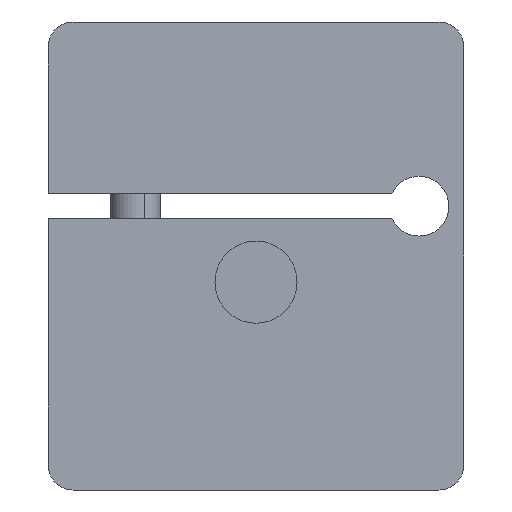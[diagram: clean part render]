
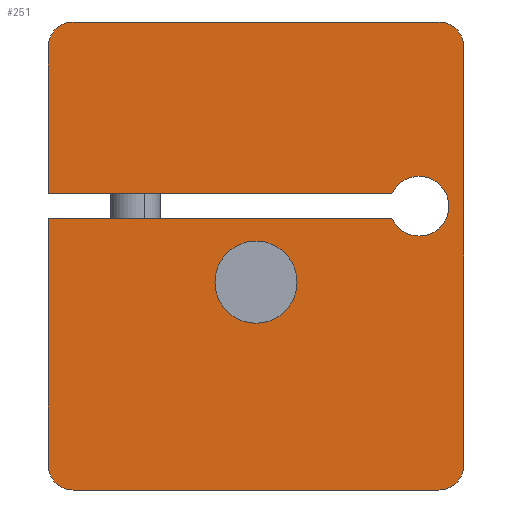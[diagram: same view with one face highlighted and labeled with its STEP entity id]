
A CAD part, front view. The second image highlights one B-rep face of the part: STEP entity #251.
In plain terms, the highlighted planar face has unit normal (0, -1, 0).
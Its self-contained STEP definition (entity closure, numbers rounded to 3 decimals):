
#34 = LINE ( 'NONE', #2635, #2316 ) ;
#38 = CARTESIAN_POINT ( 'NONE',  ( 5.459, 0., 2.5 ) ) ;
#44 = LINE ( 'NONE', #2659, #1315 ) ;
#79 = EDGE_CURVE ( 'NONE', #464, #2967, #44, .T. ) ;
#82 = ORIENTED_EDGE ( 'NONE', *, *, #2594, .T. ) ;
#99 = CARTESIAN_POINT ( 'NONE',  ( 5.459, 0., 1.5 ) ) ;
#154 = DIRECTION ( 'NONE',  ( 0., 0., 1. ) ) ;
#165 = DIRECTION ( 'NONE',  ( 0., 0., 1. ) ) ;
#172 = ORIENTED_EDGE ( 'NONE', *, *, #273, .T. ) ;
#173 = CIRCLE ( 'NONE', #2394, 1.2 ) ;
#197 = CARTESIAN_POINT ( 'NONE',  ( 5.459, 0., 2.5 ) ) ;
#204 = DIRECTION ( 'NONE',  ( 0., 0., -1. ) ) ;
#226 = DIRECTION ( 'NONE',  ( 0., -1., 0. ) ) ;
#251 = ADVANCED_FACE ( 'NONE', ( #2248, #2031 ), #2461, .F. ) ;
#252 = DIRECTION ( 'NONE',  ( -1., 0., 0. ) ) ;
#273 = EDGE_CURVE ( 'NONE', #575, #2582, #1455, .T. ) ;
#284 = EDGE_LOOP ( 'NONE', ( #2490, #2283, #2358, #172, #2232, #1390, #1619, #2764, #2503, #1661, #2004, #1468, #2963, #82 ) ) ;
#308 = CARTESIAN_POINT ( 'NONE',  ( 7.35, 0., -8.4 ) ) ;
#314 = DIRECTION ( 'NONE',  ( 0., 0., 1. ) ) ;
#338 = DIRECTION ( 'NONE',  ( 0., 1., 0. ) ) ;
#361 = DIRECTION ( 'NONE',  ( -1., 0., 0. ) ) ;
#362 = DIRECTION ( 'NONE',  ( 0., -1., 0. ) ) ;
#377 = DIRECTION ( 'NONE',  ( 0., -1., 0. ) ) ;
#400 = CARTESIAN_POINT ( 'NONE',  ( 0., 0., -1.05 ) ) ;
#402 = ORIENTED_EDGE ( 'NONE', *, *, #1064, .F. ) ;
#420 = VERTEX_POINT ( 'NONE', #618 ) ;
#427 = DIRECTION ( 'NONE',  ( 0., 1., 0. ) ) ;
#428 = AXIS2_PLACEMENT_3D ( 'NONE', #1035, #1006, #768 ) ;
#443 = AXIS2_PLACEMENT_3D ( 'NONE', #400, #1386, #204 ) ;
#458 = DIRECTION ( 'NONE',  ( 0., 0., 1. ) ) ;
#464 = VERTEX_POINT ( 'NONE', #2625 ) ;
#473 = LINE ( 'NONE', #701, #1143 ) ;
#496 = DIRECTION ( 'NONE',  ( 1., 0., 0. ) ) ;
#518 = EDGE_CURVE ( 'NONE', #1389, #2200, #2900, .T. ) ;
#521 = CARTESIAN_POINT ( 'NONE',  ( 7.35, 0., -9.4 ) ) ;
#575 = VERTEX_POINT ( 'NONE', #521 ) ;
#618 = CARTESIAN_POINT ( 'NONE',  ( 0., 0., -2.7 ) ) ;
#626 = CIRCLE ( 'NONE', #1225, 1.2 ) ;
#673 = VERTEX_POINT ( 'NONE', #1954 ) ;
#674 = EDGE_CURVE ( 'NONE', #1112, #2833, #173, .T. ) ;
#701 = CARTESIAN_POINT ( 'NONE',  ( 8.35, 0., -9.4 ) ) ;
#731 = VECTOR ( 'NONE', #361, 1000. ) ;
#767 = CARTESIAN_POINT ( 'NONE',  ( -8.35, 0., -9.4 ) ) ;
#768 = DIRECTION ( 'NONE',  ( 0., 0., 1. ) ) ;
#786 = VERTEX_POINT ( 'NONE', #2072 ) ;
#789 = EDGE_CURVE ( 'NONE', #2550, #2235, #3002, .T. ) ;
#845 = AXIS2_PLACEMENT_3D ( 'NONE', #2272, #377, #154 ) ;
#884 = CARTESIAN_POINT ( 'NONE',  ( -8.35, 0., 8.4 ) ) ;
#893 = VECTOR ( 'NONE', #458, 1000. ) ;
#910 = AXIS2_PLACEMENT_3D ( 'NONE', #2229, #338, #2975 ) ;
#989 = CIRCLE ( 'NONE', #1391, 1. ) ;
#1006 = DIRECTION ( 'NONE',  ( 0., 1., 0. ) ) ;
#1026 = DIRECTION ( 'NONE',  ( 0., -1., 0. ) ) ;
#1035 = CARTESIAN_POINT ( 'NONE',  ( 6.55, 0., 2. ) ) ;
#1064 = EDGE_CURVE ( 'NONE', #673, #420, #1442, .T. ) ;
#1099 = DIRECTION ( 'NONE',  ( 0., -1., 0. ) ) ;
#1112 = VERTEX_POINT ( 'NONE', #1816 ) ;
#1143 = VECTOR ( 'NONE', #2352, 1000. ) ;
#1211 = CARTESIAN_POINT ( 'NONE',  ( -7.35, 0., -8.4 ) ) ;
#1225 = AXIS2_PLACEMENT_3D ( 'NONE', #3006, #427, #2823 ) ;
#1238 = VECTOR ( 'NONE', #2542, 1000. ) ;
#1275 = CARTESIAN_POINT ( 'NONE',  ( 8.35, 0., 8.4 ) ) ;
#1311 = EDGE_CURVE ( 'NONE', #1372, #2582, #473, .T. ) ;
#1315 = VECTOR ( 'NONE', #496, 1000. ) ;
#1322 = LINE ( 'NONE', #767, #2619 ) ;
#1333 = CARTESIAN_POINT ( 'NONE',  ( 7.35, 0., 8.4 ) ) ;
#1372 = VERTEX_POINT ( 'NONE', #1275 ) ;
#1386 = DIRECTION ( 'NONE',  ( 0., -1., 0. ) ) ;
#1389 = VERTEX_POINT ( 'NONE', #2724 ) ;
#1390 = ORIENTED_EDGE ( 'NONE', *, *, #2885, .T. ) ;
#1391 = AXIS2_PLACEMENT_3D ( 'NONE', #1333, #1099, #165 ) ;
#1442 = CIRCLE ( 'NONE', #443, 1.65 ) ;
#1447 = DIRECTION ( 'NONE',  ( 0., 0., 1. ) ) ;
#1455 = CIRCLE ( 'NONE', #2860, 1. ) ;
#1468 = ORIENTED_EDGE ( 'NONE', *, *, #1971, .T. ) ;
#1484 = CARTESIAN_POINT ( 'NONE',  ( 6.55, 0., 3.2 ) ) ;
#1491 = DIRECTION ( 'NONE',  ( 0., 0., 1. ) ) ;
#1520 = ORIENTED_EDGE ( 'NONE', *, *, #2247, .F. ) ;
#1548 = EDGE_CURVE ( 'NONE', #464, #2034, #2048, .T. ) ;
#1619 = ORIENTED_EDGE ( 'NONE', *, *, #79, .F. ) ;
#1643 = LINE ( 'NONE', #2592, #893 ) ;
#1661 = ORIENTED_EDGE ( 'NONE', *, *, #789, .T. ) ;
#1688 = CIRCLE ( 'NONE', #428, 1.2 ) ;
#1717 = DIRECTION ( 'NONE',  ( 0., 1., 0. ) ) ;
#1816 = CARTESIAN_POINT ( 'NONE',  ( 6.55, 0., 0.8 ) ) ;
#1898 = EDGE_CURVE ( 'NONE', #2235, #2751, #1688, .T. ) ;
#1954 = CARTESIAN_POINT ( 'NONE',  ( 0., 0., 0.6 ) ) ;
#1971 = EDGE_CURVE ( 'NONE', #2751, #1112, #626, .T. ) ;
#2004 = ORIENTED_EDGE ( 'NONE', *, *, #1898, .T. ) ;
#2031 = FACE_OUTER_BOUND ( 'NONE', #284, .T. ) ;
#2034 = VERTEX_POINT ( 'NONE', #884 ) ;
#2048 = CIRCLE ( 'NONE', #845, 1. ) ;
#2070 = EDGE_CURVE ( 'NONE', #1389, #786, #1643, .T. ) ;
#2072 = CARTESIAN_POINT ( 'NONE',  ( -8.35, 0., 1.5 ) ) ;
#2155 = CARTESIAN_POINT ( 'NONE',  ( -7.35, 0., -9.4 ) ) ;
#2200 = VERTEX_POINT ( 'NONE', #2155 ) ;
#2211 = CARTESIAN_POINT ( 'NONE',  ( 7.35, 0., 9.4 ) ) ;
#2220 = AXIS2_PLACEMENT_3D ( 'NONE', #2722, #362, #2921 ) ;
#2229 = CARTESIAN_POINT ( 'NONE',  ( 0., 0., 0. ) ) ;
#2232 = ORIENTED_EDGE ( 'NONE', *, *, #1311, .F. ) ;
#2235 = VERTEX_POINT ( 'NONE', #38 ) ;
#2247 = EDGE_CURVE ( 'NONE', #420, #673, #2985, .T. ) ;
#2248 = FACE_BOUND ( 'NONE', #2372, .T. ) ;
#2272 = CARTESIAN_POINT ( 'NONE',  ( -7.35, 0., 8.4 ) ) ;
#2283 = ORIENTED_EDGE ( 'NONE', *, *, #518, .T. ) ;
#2316 = VECTOR ( 'NONE', #252, 1000. ) ;
#2352 = DIRECTION ( 'NONE',  ( 0., 0., -1. ) ) ;
#2358 = ORIENTED_EDGE ( 'NONE', *, *, #2712, .F. ) ;
#2372 = EDGE_LOOP ( 'NONE', ( #1520, #402 ) ) ;
#2386 = AXIS2_PLACEMENT_3D ( 'NONE', #1211, #226, #1447 ) ;
#2394 = AXIS2_PLACEMENT_3D ( 'NONE', #2909, #1717, #1491 ) ;
#2461 = PLANE ( 'NONE',  #910 ) ;
#2490 = ORIENTED_EDGE ( 'NONE', *, *, #2070, .F. ) ;
#2503 = ORIENTED_EDGE ( 'NONE', *, *, #2719, .F. ) ;
#2542 = DIRECTION ( 'NONE',  ( 1., 0., 0. ) ) ;
#2550 = VERTEX_POINT ( 'NONE', #2589 ) ;
#2582 = VERTEX_POINT ( 'NONE', #3078 ) ;
#2589 = CARTESIAN_POINT ( 'NONE',  ( -8.35, 0., 2.5 ) ) ;
#2592 = CARTESIAN_POINT ( 'NONE',  ( -8.35, 0., -9.4 ) ) ;
#2594 = EDGE_CURVE ( 'NONE', #2833, #786, #34, .T. ) ;
#2619 = VECTOR ( 'NONE', #314, 1000. ) ;
#2625 = CARTESIAN_POINT ( 'NONE',  ( -7.35, 0., 9.4 ) ) ;
#2635 = CARTESIAN_POINT ( 'NONE',  ( 5.459, 0., 1.5 ) ) ;
#2659 = CARTESIAN_POINT ( 'NONE',  ( -8.35, 0., 9.4 ) ) ;
#2664 = CARTESIAN_POINT ( 'NONE',  ( -8.35, 0., -9.4 ) ) ;
#2702 = LINE ( 'NONE', #2664, #731 ) ;
#2712 = EDGE_CURVE ( 'NONE', #575, #2200, #2702, .T. ) ;
#2719 = EDGE_CURVE ( 'NONE', #2550, #2034, #1322, .T. ) ;
#2722 = CARTESIAN_POINT ( 'NONE',  ( 0., 0., -1.05 ) ) ;
#2724 = CARTESIAN_POINT ( 'NONE',  ( -8.35, 0., -8.4 ) ) ;
#2751 = VERTEX_POINT ( 'NONE', #1484 ) ;
#2764 = ORIENTED_EDGE ( 'NONE', *, *, #1548, .T. ) ;
#2823 = DIRECTION ( 'NONE',  ( 0., 0., 1. ) ) ;
#2833 = VERTEX_POINT ( 'NONE', #99 ) ;
#2860 = AXIS2_PLACEMENT_3D ( 'NONE', #308, #1026, #2928 ) ;
#2885 = EDGE_CURVE ( 'NONE', #1372, #2967, #989, .T. ) ;
#2900 = CIRCLE ( 'NONE', #2386, 1. ) ;
#2909 = CARTESIAN_POINT ( 'NONE',  ( 6.55, 0., 2. ) ) ;
#2921 = DIRECTION ( 'NONE',  ( 0., 0., -1. ) ) ;
#2928 = DIRECTION ( 'NONE',  ( 0., 0., 1. ) ) ;
#2963 = ORIENTED_EDGE ( 'NONE', *, *, #674, .T. ) ;
#2967 = VERTEX_POINT ( 'NONE', #2211 ) ;
#2975 = DIRECTION ( 'NONE',  ( 0., 0., 1. ) ) ;
#2985 = CIRCLE ( 'NONE', #2220, 1.65 ) ;
#3002 = LINE ( 'NONE', #197, #1238 ) ;
#3006 = CARTESIAN_POINT ( 'NONE',  ( 6.55, 0., 2. ) ) ;
#3078 = CARTESIAN_POINT ( 'NONE',  ( 8.35, 0., -8.4 ) ) ;
